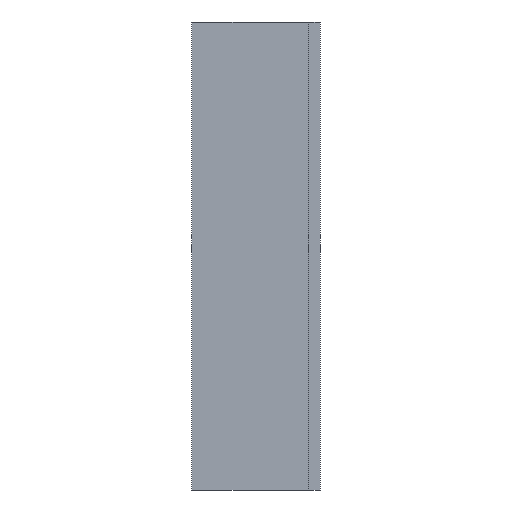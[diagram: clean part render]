
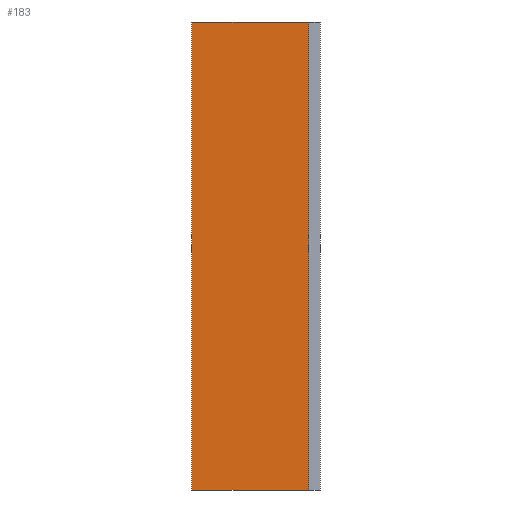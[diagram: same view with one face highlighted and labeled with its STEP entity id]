
A CAD part, left-side view. The second image highlights one B-rep face of the part: STEP entity #183.
In plain terms, the highlighted planar face has unit normal (-1, 0, 0).
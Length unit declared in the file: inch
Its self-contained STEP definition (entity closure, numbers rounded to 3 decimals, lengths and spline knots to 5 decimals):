
#17=FACE_OUTER_BOUND('',#27,.T.);
#27=EDGE_LOOP('',(#135,#136,#137,#138));
#38=LINE('',#271,#62);
#43=LINE('',#281,#67);
#46=LINE('',#287,#70);
#47=LINE('',#288,#71);
#62=VECTOR('',#222,0.3937);
#67=VECTOR('',#229,0.3937);
#70=VECTOR('',#234,0.3937);
#71=VECTOR('',#235,0.3937);
#86=VERTEX_POINT('',#268);
#87=VERTEX_POINT('',#270);
#91=VERTEX_POINT('',#280);
#93=VERTEX_POINT('',#286);
#102=EDGE_CURVE('',#87,#86,#38,.T.);
#107=EDGE_CURVE('',#87,#91,#43,.T.);
#110=EDGE_CURVE('',#86,#93,#46,.T.);
#111=EDGE_CURVE('',#91,#93,#47,.T.);
#135=ORIENTED_EDGE('',*,*,#102,.T.);
#136=ORIENTED_EDGE('',*,*,#110,.T.);
#137=ORIENTED_EDGE('',*,*,#111,.F.);
#138=ORIENTED_EDGE('',*,*,#107,.F.);
#173=PLANE('',#207);
#183=ADVANCED_FACE('',(#17),#173,.T.);
#207=AXIS2_PLACEMENT_3D('',#285,#232,#233);
#222=DIRECTION('',(0.,-1.,0.));
#229=DIRECTION('',(0.,0.,1.));
#232=DIRECTION('center_axis',(-1.,0.,0.));
#233=DIRECTION('ref_axis',(0.,-1.,0.));
#234=DIRECTION('',(0.,0.,1.));
#235=DIRECTION('',(0.,-1.,0.));
#268=CARTESIAN_POINT('',(1.925,1.8225,132.93701));
#270=CARTESIAN_POINT('',(1.925,3.3225,132.93701));
#271=CARTESIAN_POINT('',(1.925,2.91,132.93701));
#280=CARTESIAN_POINT('',(1.925,3.3225,138.93701));
#281=CARTESIAN_POINT('',(1.925,3.3225,0.));
#285=CARTESIAN_POINT('Origin',(1.925,3.3225,0.));
#286=CARTESIAN_POINT('',(1.925,1.8225,138.93701));
#287=CARTESIAN_POINT('',(1.925,1.8225,35.));
#288=CARTESIAN_POINT('',(1.925,2.91,138.93701));
